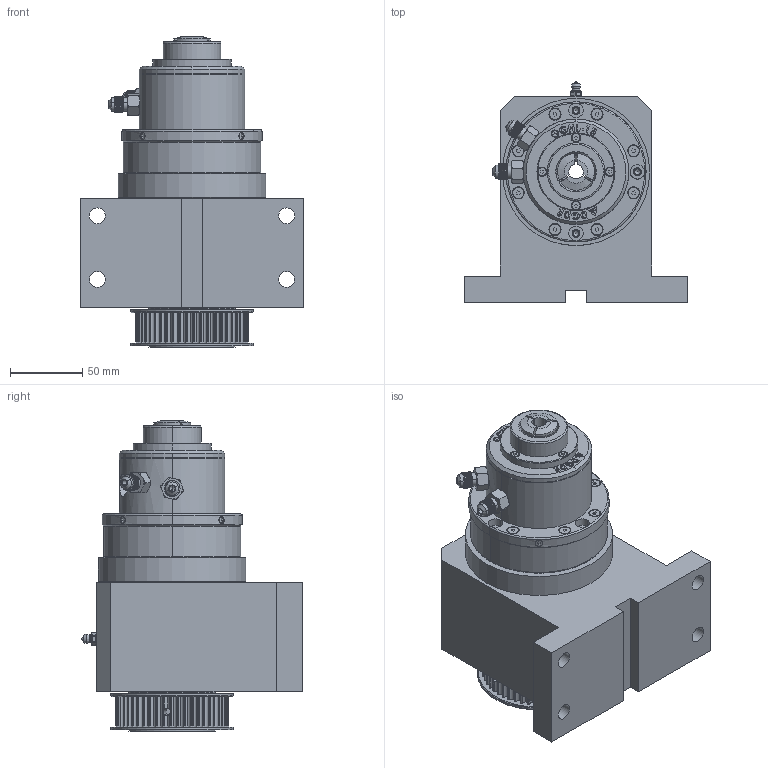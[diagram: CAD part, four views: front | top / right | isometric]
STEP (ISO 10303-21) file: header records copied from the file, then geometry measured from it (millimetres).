
FILE_DESCRIPTION (( 'STEP AP214' ), '1' );
FILE_NAME ('DR-25+GHL-15+Í²¼Ð.STEP', '2024-04-10T06:13:13', ( '' ), ( '' ), 'SwSTEP 2.0', 'SolidWorks 2023', '' );
FILE_SCHEMA (( 'AUTOMOTIVE_DESIGN' ));
Length unit declared in the file: millimetre
Products named in the file (6): DR-25 5M-50Y-=N40; GHL-15; YB-15; DR-25 法兰（GHL-15）_示意; DR-25; DR-25+GHL-15+筒夹
Assembly tree (5 placements, depth 2):
  DR-25+GHL-15+筒夹
    DR-25
    DR-25 5M-50Y-=N40
    DR-25 法兰（GHL-15）_示意
    YB-15
    GHL-15
Bounding box: 155 x 152.5 x 215 mm (x, y, z)
Volume: 1759479.6 mm3; surface area: 236275.5 mm2
Topology: 10 solids, 11 shells, 1280 faces, 3336 edges, 2165 vertices
Faces by surface type: plane 512, cylinder 483, bspline 138, cone 116, torus 30, sphere 1
Full cylindrical faces by diameter (mm): 4.2 x7, 5 x5, 5.5 x1, 11 x4, 14 x1, 18.5 x1, 26 x1, 40 x2, 42 x2, 60 x2, 70 x1, 74 x2, 75 x1, 85 x2, 102 x1
Entity records: 85082 total; most frequent: CARTESIAN_POINT 44933, ORIENTED_EDGE 6486, DIRECTION 5911, EDGE_CURVE 3243, VERTEX_POINT 2143, AXIS2_PLACEMENT_3D 2123, VECTOR 1665, LINE 1665
